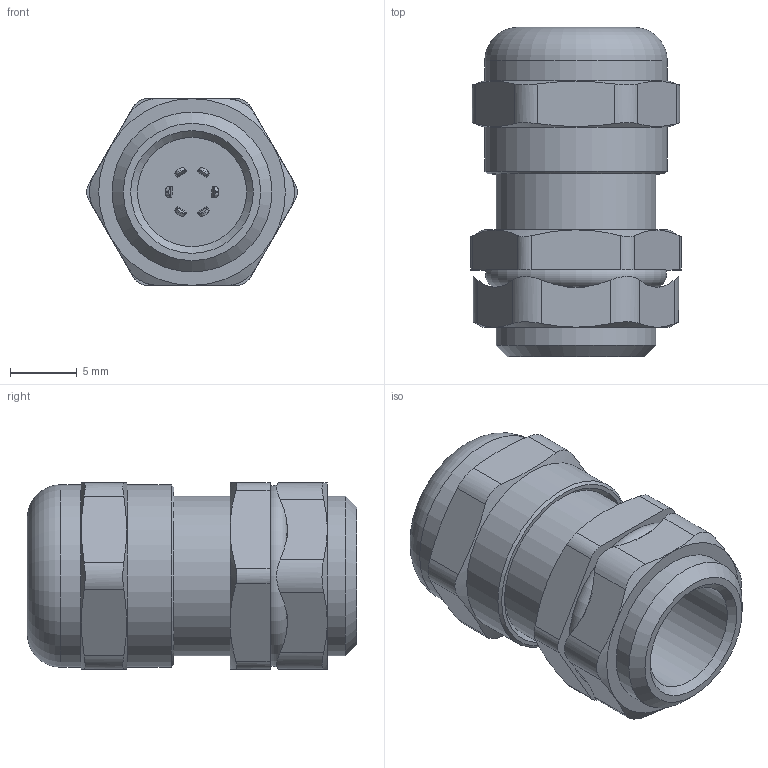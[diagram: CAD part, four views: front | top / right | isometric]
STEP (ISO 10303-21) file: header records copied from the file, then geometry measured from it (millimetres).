
FILE_DESCRIPTION(/* description */ (''),/* implementation_level */ '2;1');
FILE_NAME(/* name */ '',/* time_stamp */ '2025-04-18T08:33:00+07:00',/* author */ ('zeta-86'),/* organization */ (''),/* preprocessor_version */ 'ST-DEVELOPER v19.2',/* originating_system */ 'Autodesk Inventor 2024',/* authorisation */ '');
FILE_SCHEMA (('AUTOMOTIVE_DESIGN { 1 0 10303 214 3 1 1 }'));
Length unit declared in the file: millimetre
Products named in the file (1): Деталь1
Bounding box: 15.79 x 24.71 x 14 mm (x, y, z)
Volume: 3163.2 mm3; surface area: 1826.4 mm2
Topology: 1 solids, 1 shells, 149 faces, 371 edges, 237 vertices
Faces by surface type: plane 58, cylinder 49, cone 26, bspline 12, torus 4
Full cylindrical faces by diameter (mm): 7.2 x1, 8.2 x1, 10.3 x1, 12 x2, 13.7 x2
Entity records: 5909 total; most frequent: CARTESIAN_POINT 2404, ORIENTED_EDGE 742, DIRECTION 609, EDGE_CURVE 371, VERTEX_POINT 237, AXIS2_PLACEMENT_3D 222, LINE 165, VECTOR 165
